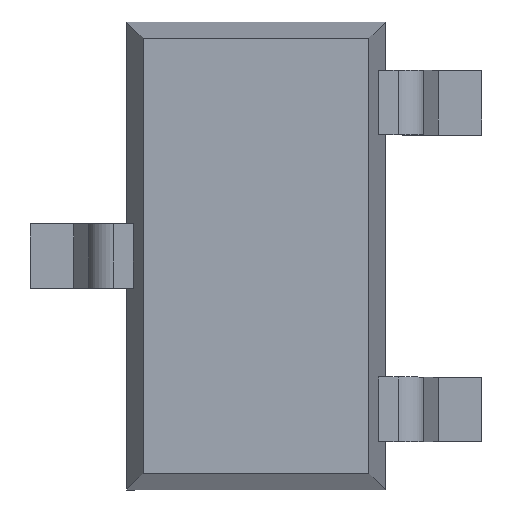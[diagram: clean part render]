
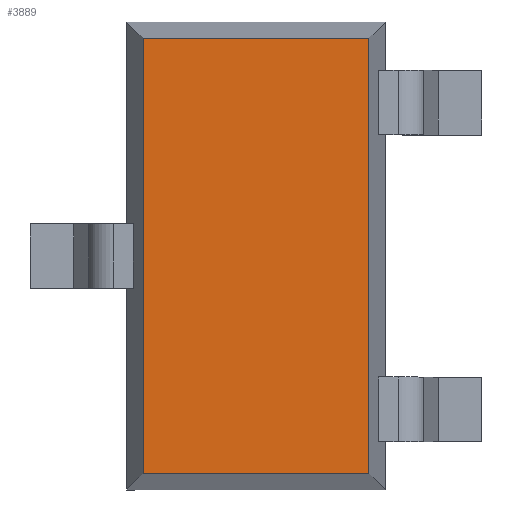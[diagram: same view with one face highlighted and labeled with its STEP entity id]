
A CAD part, top view. The second image highlights one B-rep face of the part: STEP entity #3889.
In plain terms, the highlighted planar face has unit normal (0, 0, 1).
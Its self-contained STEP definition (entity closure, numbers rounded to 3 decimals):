
#11 = DIRECTION ( 'NONE',  ( 0., 0., 1. ) ) ;
#16 = ORIENTED_EDGE ( 'NONE', *, *, #458, .T. ) ;
#37 = CARTESIAN_POINT ( 'NONE',  ( -0.7, 1.35, 1.2 ) ) ;
#43 = CARTESIAN_POINT ( 'NONE',  ( 0.7, 1.35, 1.2 ) ) ;
#69 = ORIENTED_EDGE ( 'NONE', *, *, #2392, .T. ) ;
#247 = EDGE_LOOP ( 'NONE', ( #16, #2038, #69, #2504 ) ) ;
#415 = VECTOR ( 'NONE', #1418, 1000. ) ;
#458 = EDGE_CURVE ( 'NONE', #2228, #2667, #3251, .T. ) ;
#497 = CARTESIAN_POINT ( 'NONE',  ( 0.8, -1.35, 1.2 ) ) ;
#739 = CARTESIAN_POINT ( 'NONE',  ( -0.8, 1.35, 1.2 ) ) ;
#804 = CARTESIAN_POINT ( 'NONE',  ( -0.7, -1.35, 1.2 ) ) ;
#887 = LINE ( 'NONE', #3160, #1256 ) ;
#927 = EDGE_CURVE ( 'NONE', #1135, #2228, #887, .T. ) ;
#968 = VECTOR ( 'NONE', #1722, 1000. ) ;
#1135 = VERTEX_POINT ( 'NONE', #37 ) ;
#1256 = VECTOR ( 'NONE', #2506, 1000. ) ;
#1418 = DIRECTION ( 'NONE',  ( -1., 0., 0. ) ) ;
#1722 = DIRECTION ( 'NONE',  ( 0., 1., 0. ) ) ;
#1929 = AXIS2_PLACEMENT_3D ( 'NONE', #1995, #11, #2686 ) ;
#1995 = CARTESIAN_POINT ( 'NONE',  ( 0., 0., 1.2 ) ) ;
#2038 = ORIENTED_EDGE ( 'NONE', *, *, #2412, .T. ) ;
#2122 = DIRECTION ( 'NONE',  ( 1., 0., 0. ) ) ;
#2228 = VERTEX_POINT ( 'NONE', #804 ) ;
#2391 = LINE ( 'NONE', #2434, #968 ) ;
#2392 = EDGE_CURVE ( 'NONE', #2436, #1135, #2909, .T. ) ;
#2412 = EDGE_CURVE ( 'NONE', #2667, #2436, #2391, .T. ) ;
#2434 = CARTESIAN_POINT ( 'NONE',  ( 0.7, 1.45, 1.2 ) ) ;
#2436 = VERTEX_POINT ( 'NONE', #43 ) ;
#2504 = ORIENTED_EDGE ( 'NONE', *, *, #927, .T. ) ;
#2506 = DIRECTION ( 'NONE',  ( 0., -1., 0. ) ) ;
#2667 = VERTEX_POINT ( 'NONE', #3572 ) ;
#2686 = DIRECTION ( 'NONE',  ( 0., 1., 0. ) ) ;
#2733 = VECTOR ( 'NONE', #2122, 1000. ) ;
#2909 = LINE ( 'NONE', #739, #415 ) ;
#2986 = PLANE ( 'NONE',  #1929 ) ;
#3160 = CARTESIAN_POINT ( 'NONE',  ( -0.7, -1.45, 1.2 ) ) ;
#3251 = LINE ( 'NONE', #497, #2733 ) ;
#3572 = CARTESIAN_POINT ( 'NONE',  ( 0.7, -1.35, 1.2 ) ) ;
#3889 = ADVANCED_FACE ( 'NONE', ( #4353 ), #2986, .T. ) ;
#4353 = FACE_OUTER_BOUND ( 'NONE', #247, .T. ) ;
